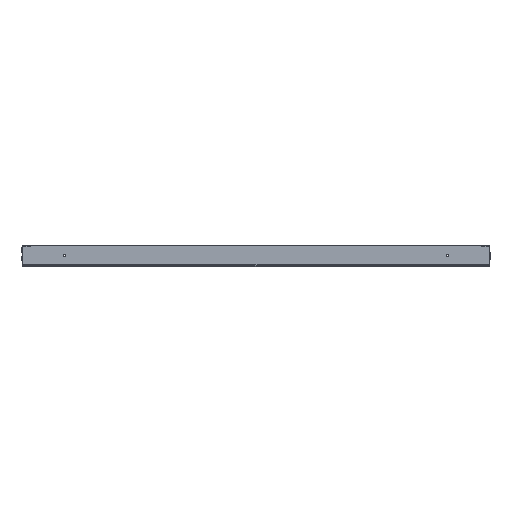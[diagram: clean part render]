
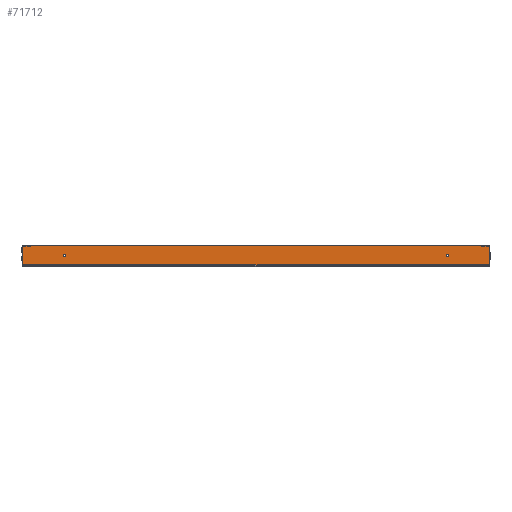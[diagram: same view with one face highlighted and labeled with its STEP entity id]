
A CAD part, front view. The second image highlights one B-rep face of the part: STEP entity #71712.
In plain terms, the highlighted planar face has unit normal (0, -1, 0).
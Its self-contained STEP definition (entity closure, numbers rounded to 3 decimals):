
#54 = EDGE_CURVE ( 'NONE', #12894, #84149, #103194, .T. ) ;
#8065 = DIRECTION ( 'NONE',  ( 0., 0., 1. ) ) ;
#9258 = DIRECTION ( 'NONE',  ( 0., -1., 0. ) ) ;
#9822 = CARTESIAN_POINT ( 'NONE',  ( 450., -900., 21. ) ) ;
#9964 = DIRECTION ( 'NONE',  ( 0., 0., 1. ) ) ;
#11059 = DIRECTION ( 'NONE',  ( 0., 1., 0. ) ) ;
#11158 = VECTOR ( 'NONE', #113810, 1000. ) ;
#12894 = VERTEX_POINT ( 'NONE', #9822 ) ;
#14424 = CARTESIAN_POINT ( 'NONE',  ( 450., -900., 24. ) ) ;
#17421 = DIRECTION ( 'NONE',  ( 0., 0., 1. ) ) ;
#22170 = EDGE_CURVE ( 'NONE', #107996, #52597, #61427, .T. ) ;
#24290 = AXIS2_PLACEMENT_3D ( 'NONE', #128631, #11059, #98169 ) ;
#26455 = DIRECTION ( 'NONE',  ( 0., 1., 0. ) ) ;
#28157 = CARTESIAN_POINT ( 'NONE',  ( 547.859, -900., 0. ) ) ;
#28578 = CARTESIAN_POINT ( 'NONE',  ( 547.859, -900., 47. ) ) ;
#29562 = AXIS2_PLACEMENT_3D ( 'NONE', #36651, #132914, #8065 ) ;
#29899 = CARTESIAN_POINT ( 'NONE',  ( -450., -900., 24. ) ) ;
#30044 = DIRECTION ( 'NONE',  ( -1., 0., 0. ) ) ;
#32348 = PLANE ( 'NONE',  #24290 ) ;
#32609 = EDGE_LOOP ( 'NONE', ( #32813, #61616 ) ) ;
#32813 = ORIENTED_EDGE ( 'NONE', *, *, #131949, .T. ) ;
#33055 = AXIS2_PLACEMENT_3D ( 'NONE', #14424, #26455, #59724 ) ;
#33452 = DIRECTION ( 'NONE',  ( 0., 1., 0. ) ) ;
#36651 = CARTESIAN_POINT ( 'NONE',  ( -546.859, -900., 47. ) ) ;
#39601 = ORIENTED_EDGE ( 'NONE', *, *, #88206, .T. ) ;
#41024 = LINE ( 'NONE', #96211, #84798 ) ;
#41074 = DIRECTION ( 'NONE',  ( 0., 0., 1. ) ) ;
#41762 = CARTESIAN_POINT ( 'NONE',  ( -547.859, -900., 0. ) ) ;
#45894 = CIRCLE ( 'NONE', #73082, 3. ) ;
#46156 = ORIENTED_EDGE ( 'NONE', *, *, #71189, .F. ) ;
#47304 = VERTEX_POINT ( 'NONE', #103743 ) ;
#48968 = AXIS2_PLACEMENT_3D ( 'NONE', #29899, #51835, #73072 ) ;
#51835 = DIRECTION ( 'NONE',  ( 0., 1., 0. ) ) ;
#52597 = VERTEX_POINT ( 'NONE', #28578 ) ;
#53582 = FACE_BOUND ( 'NONE', #59261, .T. ) ;
#53995 = CARTESIAN_POINT ( 'NONE',  ( 450., -900., 24. ) ) ;
#55162 = ORIENTED_EDGE ( 'NONE', *, *, #118760, .T. ) ;
#55674 = FACE_OUTER_BOUND ( 'NONE', #133768, .T. ) ;
#57959 = CIRCLE ( 'NONE', #48968, 3. ) ;
#59261 = EDGE_LOOP ( 'NONE', ( #124867, #66645 ) ) ;
#59619 = CARTESIAN_POINT ( 'NONE',  ( 450., -900., 27. ) ) ;
#59724 = DIRECTION ( 'NONE',  ( 0., 0., 1. ) ) ;
#61427 = LINE ( 'NONE', #28157, #11158 ) ;
#61521 = CARTESIAN_POINT ( 'NONE',  ( -547.859, -900., 47. ) ) ;
#61616 = ORIENTED_EDGE ( 'NONE', *, *, #54, .T. ) ;
#62618 = VECTOR ( 'NONE', #41074, 1000. ) ;
#66645 = ORIENTED_EDGE ( 'NONE', *, *, #68004, .T. ) ;
#68004 = EDGE_CURVE ( 'NONE', #120209, #133675, #57959, .T. ) ;
#69205 = CARTESIAN_POINT ( 'NONE',  ( -450., -900., 21. ) ) ;
#71189 = EDGE_CURVE ( 'NONE', #47304, #117769, #117470, .T. ) ;
#71254 = CARTESIAN_POINT ( 'NONE',  ( -450., -900., 24. ) ) ;
#71712 = ADVANCED_FACE ( 'NONE', ( #53582, #131399, #55674 ), #32348, .F. ) ;
#73072 = DIRECTION ( 'NONE',  ( 0., 0., 1. ) ) ;
#73082 = AXIS2_PLACEMENT_3D ( 'NONE', #71254, #114431, #17421 ) ;
#73221 = CARTESIAN_POINT ( 'NONE',  ( -550., -900., 2. ) ) ;
#75656 = DIRECTION ( 'NONE',  ( -1., 0., 0. ) ) ;
#76624 = DIRECTION ( 'NONE',  ( 0., 0., 1. ) ) ;
#81729 = LINE ( 'NONE', #73221, #132284 ) ;
#84149 = VERTEX_POINT ( 'NONE', #59619 ) ;
#84798 = VECTOR ( 'NONE', #75656, 1000. ) ;
#86877 = ORIENTED_EDGE ( 'NONE', *, *, #127618, .F. ) ;
#87243 = AXIS2_PLACEMENT_3D ( 'NONE', #53995, #33452, #76624 ) ;
#88206 = EDGE_CURVE ( 'NONE', #106952, #117769, #110895, .T. ) ;
#89363 = ORIENTED_EDGE ( 'NONE', *, *, #119113, .T. ) ;
#92392 = CARTESIAN_POINT ( 'NONE',  ( 547.859, -900., 2. ) ) ;
#93524 = VERTEX_POINT ( 'NONE', #106136 ) ;
#96211 = CARTESIAN_POINT ( 'NONE',  ( 0., -900., 48. ) ) ;
#97770 = CARTESIAN_POINT ( 'NONE',  ( 546.859, -900., 47. ) ) ;
#98169 = DIRECTION ( 'NONE',  ( 0., 0., 1. ) ) ;
#98354 = AXIS2_PLACEMENT_3D ( 'NONE', #97770, #9258, #9964 ) ;
#103194 = CIRCLE ( 'NONE', #33055, 3. ) ;
#103743 = CARTESIAN_POINT ( 'NONE',  ( -547.859, -900., 2. ) ) ;
#106136 = CARTESIAN_POINT ( 'NONE',  ( 546.859, -900., 48. ) ) ;
#106952 = VERTEX_POINT ( 'NONE', #123510 ) ;
#107996 = VERTEX_POINT ( 'NONE', #92392 ) ;
#109747 = EDGE_CURVE ( 'NONE', #133675, #120209, #45894, .T. ) ;
#110895 = CIRCLE ( 'NONE', #29562, 1. ) ;
#113810 = DIRECTION ( 'NONE',  ( 0., 0., 1. ) ) ;
#114204 = CIRCLE ( 'NONE', #98354, 1. ) ;
#114431 = DIRECTION ( 'NONE',  ( 0., 1., 0. ) ) ;
#117470 = LINE ( 'NONE', #41762, #62618 ) ;
#117769 = VERTEX_POINT ( 'NONE', #61521 ) ;
#118760 = EDGE_CURVE ( 'NONE', #52597, #93524, #114204, .T. ) ;
#118860 = CIRCLE ( 'NONE', #87243, 3. ) ;
#119113 = EDGE_CURVE ( 'NONE', #93524, #106952, #41024, .T. ) ;
#120209 = VERTEX_POINT ( 'NONE', #69205 ) ;
#123510 = CARTESIAN_POINT ( 'NONE',  ( -546.859, -900., 48. ) ) ;
#124867 = ORIENTED_EDGE ( 'NONE', *, *, #109747, .T. ) ;
#127618 = EDGE_CURVE ( 'NONE', #107996, #47304, #81729, .T. ) ;
#128631 = CARTESIAN_POINT ( 'NONE',  ( 0., -900., 0. ) ) ;
#131399 = FACE_BOUND ( 'NONE', #32609, .T. ) ;
#131949 = EDGE_CURVE ( 'NONE', #84149, #12894, #118860, .T. ) ;
#132175 = CARTESIAN_POINT ( 'NONE',  ( -450., -900., 27. ) ) ;
#132284 = VECTOR ( 'NONE', #30044, 1000. ) ;
#132914 = DIRECTION ( 'NONE',  ( 0., -1., 0. ) ) ;
#133675 = VERTEX_POINT ( 'NONE', #132175 ) ;
#133768 = EDGE_LOOP ( 'NONE', ( #89363, #39601, #46156, #86877, #134469, #55162 ) ) ;
#134469 = ORIENTED_EDGE ( 'NONE', *, *, #22170, .T. ) ;
